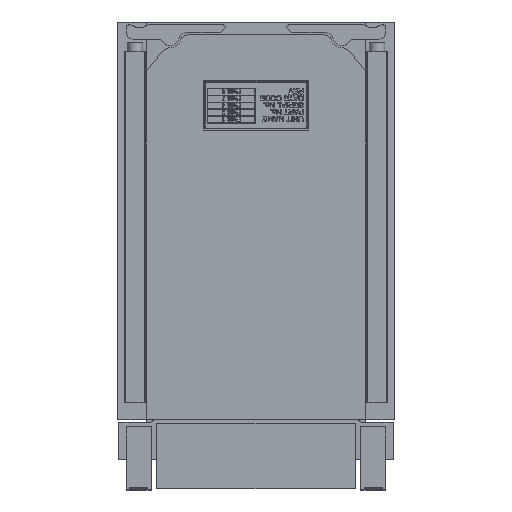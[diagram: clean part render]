
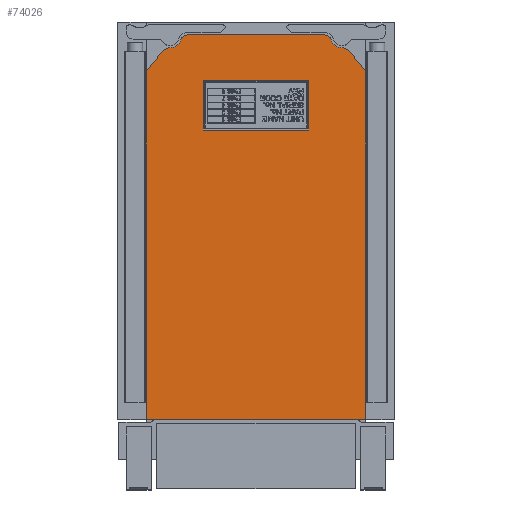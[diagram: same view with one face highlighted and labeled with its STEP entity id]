
A CAD part, top view. The second image highlights one B-rep face of the part: STEP entity #74026.
In plain terms, the highlighted planar face has unit normal (0, 0, 1).
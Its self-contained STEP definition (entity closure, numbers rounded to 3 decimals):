
#3676=CIRCLE('',#77227,3.);
#3677=CIRCLE('',#77228,3.);
#3678=CIRCLE('',#77229,4.);
#3679=CIRCLE('',#77230,2.5);
#3680=CIRCLE('',#77231,2.5);
#3681=CIRCLE('',#77232,4.);
#3682=CIRCLE('',#77233,3.);
#3683=CIRCLE('',#77234,3.);
#4286=ORIENTED_EDGE('',*,*,#20288,.T.);
#4287=ORIENTED_EDGE('',*,*,#20289,.T.);
#4288=ORIENTED_EDGE('',*,*,#20290,.T.);
#4289=ORIENTED_EDGE('',*,*,#20291,.T.);
#4290=ORIENTED_EDGE('',*,*,#20292,.T.);
#4291=ORIENTED_EDGE('',*,*,#20293,.T.);
#4292=ORIENTED_EDGE('',*,*,#20294,.T.);
#4293=ORIENTED_EDGE('',*,*,#20295,.T.);
#4294=ORIENTED_EDGE('',*,*,#20296,.T.);
#4295=ORIENTED_EDGE('',*,*,#20297,.T.);
#4296=ORIENTED_EDGE('',*,*,#20298,.T.);
#4297=ORIENTED_EDGE('',*,*,#20299,.T.);
#4298=ORIENTED_EDGE('',*,*,#20300,.F.);
#4299=ORIENTED_EDGE('',*,*,#20283,.T.);
#20283=EDGE_CURVE('',#28285,#28284,#33723,.T.);
#20288=EDGE_CURVE('',#28284,#28289,#33728,.T.);
#20289=EDGE_CURVE('',#28289,#28290,#3676,.T.);
#20290=EDGE_CURVE('',#28290,#28291,#33729,.T.);
#20291=EDGE_CURVE('',#28291,#28292,#3677,.T.);
#20292=EDGE_CURVE('',#28292,#28293,#3678,.T.);
#20293=EDGE_CURVE('',#28293,#28294,#3679,.T.);
#20294=EDGE_CURVE('',#28294,#28295,#33730,.T.);
#20295=EDGE_CURVE('',#28295,#28296,#3680,.T.);
#20296=EDGE_CURVE('',#28296,#28297,#3681,.T.);
#20297=EDGE_CURVE('',#28297,#28298,#3682,.T.);
#20298=EDGE_CURVE('',#28298,#28299,#33731,.T.);
#20299=EDGE_CURVE('',#28299,#28300,#3683,.T.);
#20300=EDGE_CURVE('',#28285,#28300,#33732,.T.);
#28284=VERTEX_POINT('',#92836);
#28285=VERTEX_POINT('',#92838);
#28289=VERTEX_POINT('',#92848);
#28290=VERTEX_POINT('',#92850);
#28291=VERTEX_POINT('',#92852);
#28292=VERTEX_POINT('',#92854);
#28293=VERTEX_POINT('',#92856);
#28294=VERTEX_POINT('',#92858);
#28295=VERTEX_POINT('',#92860);
#28296=VERTEX_POINT('',#92862);
#28297=VERTEX_POINT('',#92864);
#28298=VERTEX_POINT('',#92866);
#28299=VERTEX_POINT('',#92868);
#28300=VERTEX_POINT('',#92870);
#33723=LINE('',#92837,#38253);
#33728=LINE('',#92847,#38258);
#33729=LINE('',#92851,#38259);
#33730=LINE('',#92859,#38260);
#33731=LINE('',#92867,#38261);
#33732=LINE('',#92871,#38262);
#38253=VECTOR('',#80923,1000.);
#38258=VECTOR('',#80930,1000.);
#38259=VECTOR('',#80933,1000.);
#38260=VECTOR('',#80940,1000.);
#38261=VECTOR('',#80947,1000.);
#38262=VECTOR('',#80950,1000.);
#42779=EDGE_LOOP('',(#4286,#4287,#4288,#4289,#4290,#4291,#4292,#4293,#4294,
#4295,#4296,#4297,#4298,#4299));
#46699=FACE_BOUND('',#42779,.T.);
#50619=PLANE('',#77226);
#74026=ADVANCED_FACE('',(#46699),#50619,.T.);
#77226=AXIS2_PLACEMENT_3D('',#92846,#80928,#80929);
#77227=AXIS2_PLACEMENT_3D('',#92849,#80931,#80932);
#77228=AXIS2_PLACEMENT_3D('',#92853,#80934,#80935);
#77229=AXIS2_PLACEMENT_3D('',#92855,#80936,#80937);
#77230=AXIS2_PLACEMENT_3D('',#92857,#80938,#80939);
#77231=AXIS2_PLACEMENT_3D('',#92861,#80941,#80942);
#77232=AXIS2_PLACEMENT_3D('',#92863,#80943,#80944);
#77233=AXIS2_PLACEMENT_3D('',#92865,#80945,#80946);
#77234=AXIS2_PLACEMENT_3D('',#92869,#80948,#80949);
#80923=DIRECTION('',(1.,0.,0.));
#80928=DIRECTION('',(0.,0.,1.));
#80929=DIRECTION('',(1.,0.,0.));
#80930=DIRECTION('',(0.,1.,0.));
#80931=DIRECTION('',(0.,0.,1.));
#80932=DIRECTION('',(-1.,0.,0.));
#80933=DIRECTION('',(-0.643,0.766,0.));
#80934=DIRECTION('',(0.,0.,1.));
#80935=DIRECTION('',(1.,0.,0.));
#80936=DIRECTION('',(0.,0.,-1.));
#80937=DIRECTION('',(1.,0.,0.));
#80938=DIRECTION('',(0.,0.,1.));
#80939=DIRECTION('',(1.,0.,0.));
#80940=DIRECTION('',(-1.,0.,0.));
#80941=DIRECTION('',(0.,0.,1.));
#80942=DIRECTION('',(1.,0.,0.));
#80943=DIRECTION('',(0.,0.,-1.));
#80944=DIRECTION('',(1.,0.,0.));
#80945=DIRECTION('',(0.,0.,1.));
#80946=DIRECTION('',(1.,0.,0.));
#80947=DIRECTION('',(-0.643,-0.766,0.));
#80948=DIRECTION('',(0.,0.,1.));
#80949=DIRECTION('',(1.,0.,0.));
#80950=DIRECTION('',(0.,1.,0.));
#92836=CARTESIAN_POINT('',(39.59,-71.755,16.66));
#92837=CARTESIAN_POINT('',(-39.59,-71.755,16.66));
#92838=CARTESIAN_POINT('',(-39.59,-71.755,16.66));
#92846=CARTESIAN_POINT('',(-39.59,-71.755,16.66));
#92847=CARTESIAN_POINT('',(39.59,-71.755,16.66));
#92848=CARTESIAN_POINT('',(39.59,53.025,16.66));
#92849=CARTESIAN_POINT('',(36.59,53.025,16.66));
#92850=CARTESIAN_POINT('',(38.888,54.953,16.66));
#92851=CARTESIAN_POINT('',(38.888,54.953,16.66));
#92852=CARTESIAN_POINT('',(33.49,61.386,16.66));
#92853=CARTESIAN_POINT('',(31.192,59.458,16.66));
#92854=CARTESIAN_POINT('',(31.106,62.457,16.66));
#92855=CARTESIAN_POINT('',(30.99,66.455,16.66));
#92856=CARTESIAN_POINT('',(27.165,65.286,16.66));
#92857=CARTESIAN_POINT('',(24.774,64.555,16.66));
#92858=CARTESIAN_POINT('',(24.774,67.055,16.66));
#92859=CARTESIAN_POINT('',(-24.774,67.055,16.66));
#92860=CARTESIAN_POINT('',(-24.774,67.055,16.66));
#92861=CARTESIAN_POINT('',(-24.774,64.555,16.66));
#92862=CARTESIAN_POINT('',(-27.165,65.286,16.66));
#92863=CARTESIAN_POINT('',(-30.99,66.455,16.66));
#92864=CARTESIAN_POINT('',(-31.106,62.457,16.66));
#92865=CARTESIAN_POINT('',(-31.192,59.458,16.66));
#92866=CARTESIAN_POINT('',(-33.49,61.386,16.66));
#92867=CARTESIAN_POINT('',(-38.888,54.953,16.66));
#92868=CARTESIAN_POINT('',(-38.888,54.953,16.66));
#92869=CARTESIAN_POINT('',(-36.59,53.025,16.66));
#92870=CARTESIAN_POINT('',(-39.59,53.025,16.66));
#92871=CARTESIAN_POINT('',(-39.59,-71.755,16.66));
